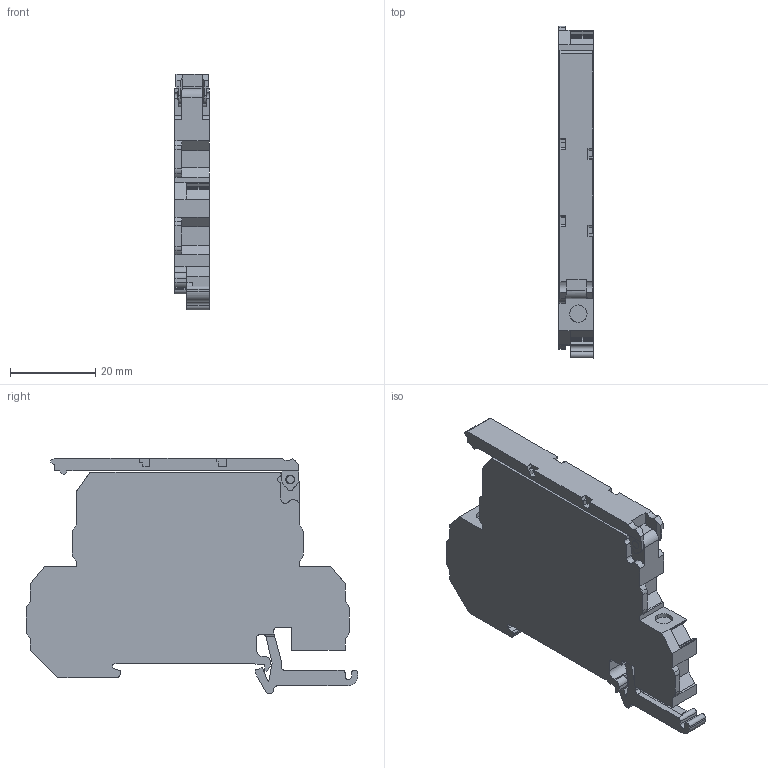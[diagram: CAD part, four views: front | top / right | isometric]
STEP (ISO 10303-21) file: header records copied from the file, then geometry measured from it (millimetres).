
FILE_DESCRIPTION(('CATIA V5 STEP Exchange','CAx-IF Rec.Pracs.--- Model Styling and Organization---1.5--- 2016-08-15','CAx-IF Rec.Pracs.---Supplemental Geometry---1.0---2011-11-01','CAx-IF Rec.Pracs.--- Composite Materials ---1.1---2010-07-15'),'2;1');
FILE_NAME ('D1465038_1', '2024-05-30T05:18:18+00:00', ('none'), ('Weidmueller'), 'CATIA Version 5-6 Release 2022 SP4 HF5', 'CATIA V5 STEP AP214 v3', 'none');
FILE_SCHEMA(('AUTOMOTIVE_DESIGN { 1 0 10303 214 1 1 1 1 }'));
Length unit declared in the file: millimetre
Products named in the file (1): 9532440000
Bounding box: 8.12 x 77.66 x 55.15 mm (x, y, z)
Volume: 23038.9 mm3; surface area: 9876.4 mm2
Topology: 1 solids, 1 shells, 332 faces, 977 edges, 655 vertices
Faces by surface type: plane 198, cylinder 122, cone 8, extrusion 4
Entity records: 11146 total; most frequent: CARTESIAN_POINT 2222, ORIENTED_EDGE 1954, DIRECTION 1479, EDGE_CURVE 977, VECTOR 685, LINE 681, VERTEX_POINT 655, AXIS2_PLACEMENT_3D 526
